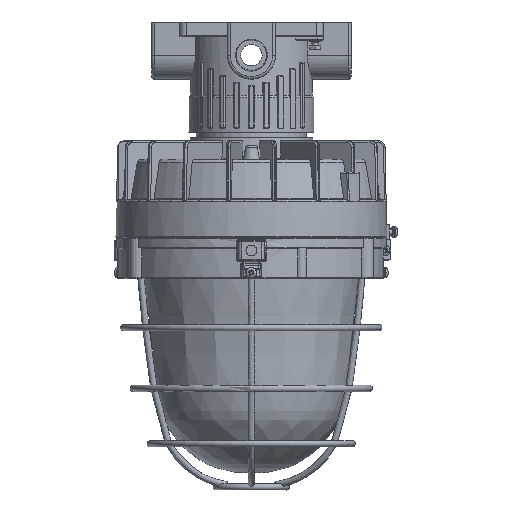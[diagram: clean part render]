
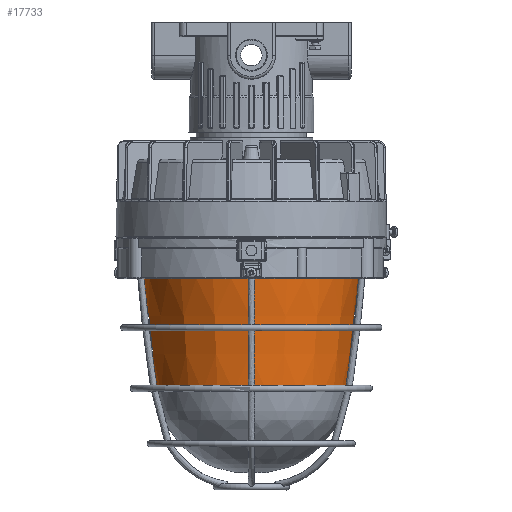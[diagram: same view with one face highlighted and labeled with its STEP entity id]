
A CAD part, front view. The second image highlights one B-rep face of the part: STEP entity #17733.
In plain terms, the highlighted conical face has half-angle 6.116 degrees and reference radius 75.5 mm.
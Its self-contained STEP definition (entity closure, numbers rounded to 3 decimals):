
#17699=CARTESIAN_POINT('',(-50.61,61.956,-27.438));
#17700=VERTEX_POINT('',#17699);
#17701=CARTESIAN_POINT('',(0.,0.,-27.438));
#17702=DIRECTION('',(0.,0.,-1.0));
#17703=DIRECTION('',(-0.633,0.774,0.));
#17704=AXIS2_PLACEMENT_3D('',#17701,#17702,#17703);
#17705=CIRCLE('',#17704,80.0);
#17706=EDGE_CURVE('',#17700,#17700,#17705,.T.);
#17714=CARTESIAN_POINT('',(0.,0.,-69.438));
#17715=DIRECTION('',(0.,0.,1.0));
#17716=DIRECTION('',(-0.633,0.774,0.));
#17717=AXIS2_PLACEMENT_3D('',#17714,#17715,#17716);
#17718=CONICAL_SURFACE('',#17717,75.5,6.116);
#17719=CARTESIAN_POINT('',(-44.917,54.986,-111.438));
#17720=VERTEX_POINT('',#17719);
#17721=CARTESIAN_POINT('',(0.,0.,-111.438));
#17722=DIRECTION('',(0.,0.,-1.0));
#17723=DIRECTION('',(-0.633,0.774,0.));
#17724=AXIS2_PLACEMENT_3D('',#17721,#17722,#17723);
#17725=CIRCLE('',#17724,71.0);
#17726=EDGE_CURVE('',#17720,#17720,#17725,.T.);
#17727=ORIENTED_EDGE('',*,*,#17726,.F.);
#17728=EDGE_LOOP('',(#17727));
#17729=FACE_OUTER_BOUND('',#17728,.T.);
#17730=ORIENTED_EDGE('',*,*,#17706,.T.);
#17731=EDGE_LOOP('',(#17730));
#17732=FACE_BOUND('',#17731,.T.);
#17733=ADVANCED_FACE('',(#17729,#17732),#17718,.T.);
